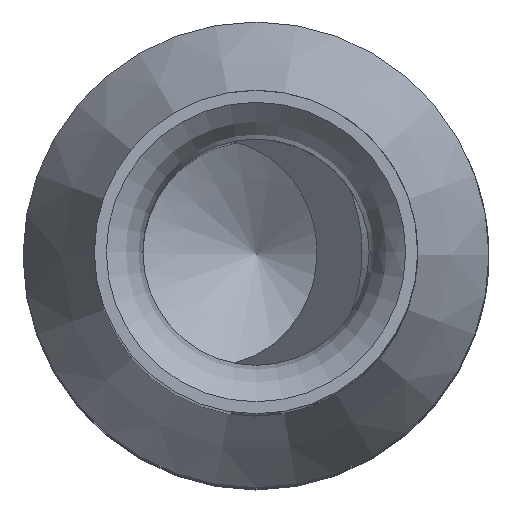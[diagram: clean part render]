
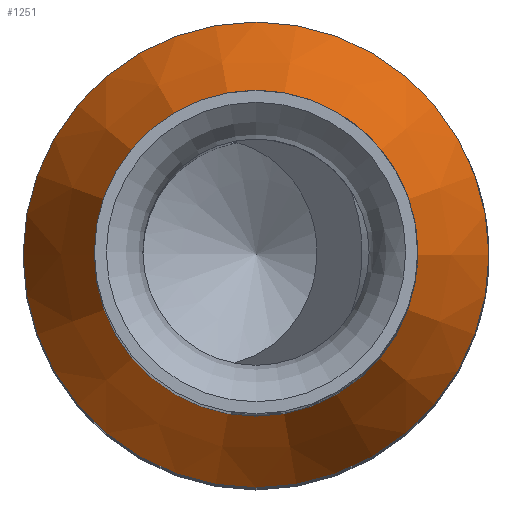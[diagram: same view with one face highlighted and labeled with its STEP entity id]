
A CAD part, top view. The second image highlights one B-rep face of the part: STEP entity #1251.
In plain terms, the highlighted conical face has half-angle 24.513 degrees and reference radius 1.75 mm.
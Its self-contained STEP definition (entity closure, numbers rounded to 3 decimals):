
#1018=CONICAL_SURFACE('',#4273,1.75,24.513);
#1251=ADVANCED_FACE('',(#1395,#1396),#1018,.T.);
#1395=FACE_BOUND('',#1577,.T.);
#1396=FACE_BOUND('',#1578,.T.);
#1577=EDGE_LOOP('',(#2227));
#1578=EDGE_LOOP('',(#2228));
#2227=ORIENTED_EDGE('',*,*,#2781,.T.);
#2228=ORIENTED_EDGE('',*,*,#2782,.F.);
#2455=VERTEX_POINT('',#6834);
#2456=VERTEX_POINT('',#6836);
#2781=EDGE_CURVE('',#2455,#2455,#2932,.T.);
#2782=EDGE_CURVE('',#2456,#2456,#2933,.T.);
#2932=CIRCLE('',#4271,0.9);
#2933=CIRCLE('',#4272,1.75);
#4271=AXIS2_PLACEMENT_3D('',#6833,#5061,#5062);
#4272=AXIS2_PLACEMENT_3D('',#6835,#5063,#5064);
#4273=AXIS2_PLACEMENT_3D('',#6837,#5065,#5066);
#5061=DIRECTION('',(0.,0.,-1.));
#5062=DIRECTION('',(-1.,0.,0.));
#5063=DIRECTION('',(0.,0.,-1.));
#5064=DIRECTION('',(-1.,0.,0.));
#5065=DIRECTION('',(0.,0.,-1.));
#5066=DIRECTION('',(-1.,0.,0.));
#6833=CARTESIAN_POINT('',(0.,0.,11.394));
#6834=CARTESIAN_POINT('',(-0.9,0.,11.394));
#6835=CARTESIAN_POINT('',(0.,0.,9.53));
#6836=CARTESIAN_POINT('',(-1.75,0.,9.53));
#6837=CARTESIAN_POINT('',(0.,0.,9.53));
